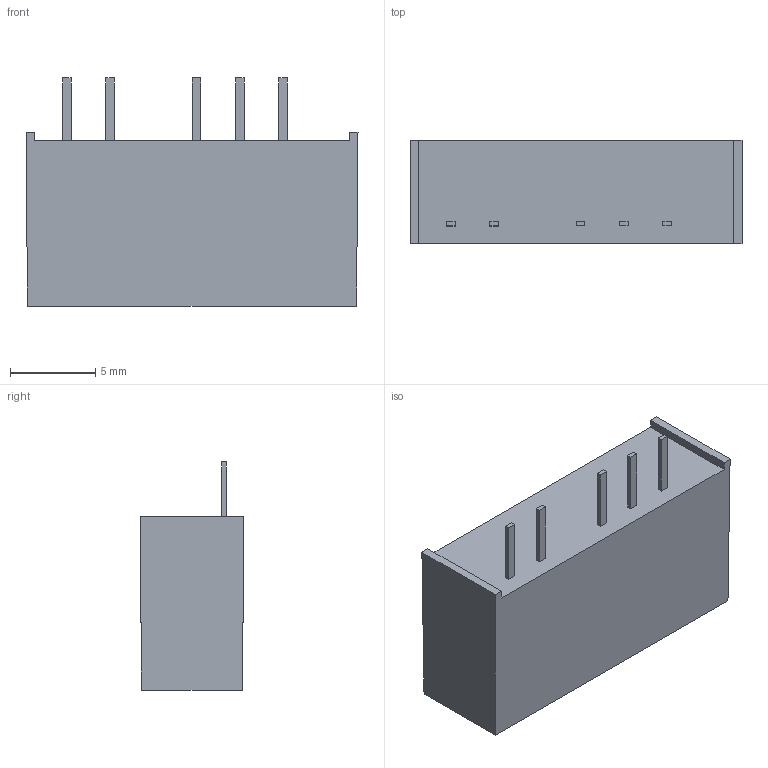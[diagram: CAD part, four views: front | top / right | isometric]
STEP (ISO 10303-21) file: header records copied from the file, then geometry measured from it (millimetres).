
FILE_DESCRIPTION(('STEP AP214'),'1');
FILE_NAME('41357.stp','2016-05-24T13:45:04',('TraceParts'),('TraceParts S.A.'),'Spatial InterOp 3D',' ',' ');
FILE_SCHEMA(('automotive_design'));
Length unit declared in the file: millimetre
Products named in the file (6): TMA(10.2x18.5gapx6.1)|TMA CASE(10.2x18.5gapx6.1):1#TMA CASE(10.2x18.5gapx6.1);TMA CASE(10.2x18.5gapx6.1); TMA(10.2x18.5gapx6.1)|TMA PIN:1#TMA PIN;TMA PIN; TMA(10.2x18.5gapx6.1)|TMA PIN:2#TMA PIN;TMA PIN; TMA(10.2x18.5gapx6.1)|TMA PIN:3#TMA PIN;TMA PIN; TMA(10.2x18.5gapx6.1)|TMA PIN:4#TMA PIN;TMA PIN; TMA(10.2x18.5gapx6.1)|TMA PIN:5#TMA PIN;TMA PIN
Bounding box: 19.5 x 6.1 x 13.4 mm (x, y, z)
Volume: 1136.1 mm3; surface area: 768.4 mm2
Topology: 6 solids, 6 shells, 40 faces, 84 edges, 56 vertices
Faces by surface type: plane 40
Entity records: 1507 total; most frequent: CARTESIAN_POINT 186, DIRECTION 176, ORIENTED_EDGE 168, EDGE_CURVE 84, LINE 84, VECTOR 84, VERTEX_POINT 56, STYLED_ITEM 46
